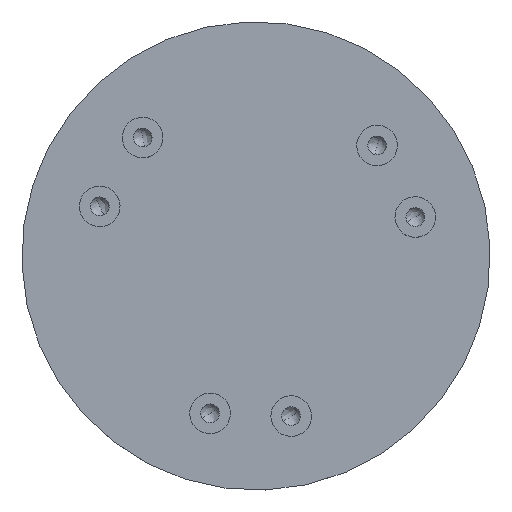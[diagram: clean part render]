
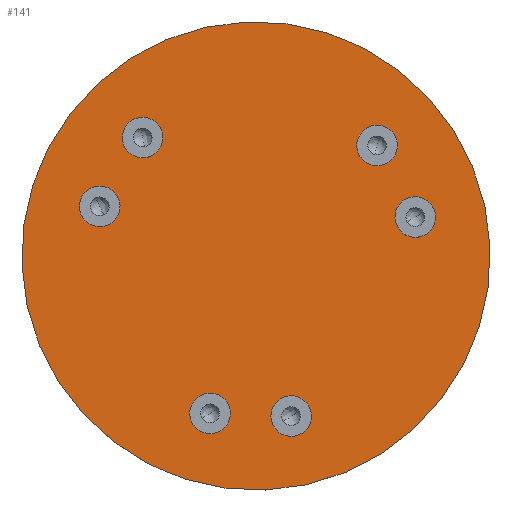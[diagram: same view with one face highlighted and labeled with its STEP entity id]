
A CAD part, top view. The second image highlights one B-rep face of the part: STEP entity #141.
In plain terms, the highlighted planar face has unit normal (0, 0, 1).
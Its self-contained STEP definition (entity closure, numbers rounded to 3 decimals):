
#8 = AXIS2_PLACEMENT_3D ( 'NONE', #1867, #928, #1113 ) ;
#40 = DIRECTION ( 'NONE',  ( 0., 0., -1. ) ) ;
#47 = CARTESIAN_POINT ( 'NONE',  ( -169.756, -581.961, 4.486 ) ) ;
#53 = DIRECTION ( 'NONE',  ( 0., 0., -1. ) ) ;
#70 = AXIS2_PLACEMENT_3D ( 'NONE', #399, #979, #1577 ) ;
#102 = EDGE_LOOP ( 'NONE', ( #267, #986 ) ) ;
#106 = AXIS2_PLACEMENT_3D ( 'NONE', #1154, #272, #1929 ) ;
#119 = CIRCLE ( 'NONE', #1205, 75. ) ;
#141 = ADVANCED_FACE ( 'NONE', ( #760, #586, #900, #1493, #443, #1352, #628 ), #774, .T. ) ;
#143 = DIRECTION ( 'NONE',  ( -0.215, 0.977, 0. ) ) ;
#155 = CARTESIAN_POINT ( 'NONE',  ( 0., 0.004, 4.486 ) ) ;
#163 = EDGE_CURVE ( 'NONE', #328, #806, #180, .T. ) ;
#180 = CIRCLE ( 'NONE', #1504, 75. ) ;
#202 = DIRECTION ( 'NONE',  ( -0.215, 0.977, 0. ) ) ;
#216 = CARTESIAN_POINT ( 'NONE',  ( 146.165, -665.348, 4.486 ) ) ;
#241 = ORIENTED_EDGE ( 'NONE', *, *, #1064, .T. ) ;
#249 = DIRECTION ( 'NONE',  ( -0.215, 0.977, 0. ) ) ;
#261 = EDGE_CURVE ( 'NONE', #1440, #414, #119, .T. ) ;
#267 = ORIENTED_EDGE ( 'NONE', *, *, #1209, .T. ) ;
#272 = DIRECTION ( 'NONE',  ( 0., 0., -1. ) ) ;
#277 = VERTEX_POINT ( 'NONE', #1232 ) ;
#304 = ORIENTED_EDGE ( 'NONE', *, *, #1476, .F. ) ;
#313 = EDGE_LOOP ( 'NONE', ( #1934, #803 ) ) ;
#317 = VERTEX_POINT ( 'NONE', #1849 ) ;
#326 = CARTESIAN_POINT ( 'NONE',  ( -577.809, 183.407, 4.486 ) ) ;
#328 = VERTEX_POINT ( 'NONE', #964 ) ;
#330 = CARTESIAN_POINT ( 'NONE',  ( 431.644, 481.953, 4.486 ) ) ;
#337 = DIRECTION ( 'NONE',  ( -0.215, 0.977, 0. ) ) ;
#357 = ORIENTED_EDGE ( 'NONE', *, *, #639, .T. ) ;
#373 = CARTESIAN_POINT ( 'NONE',  ( 130.073, -592.095, 4.486 ) ) ;
#380 = AXIS2_PLACEMENT_3D ( 'NONE', #1390, #53, #1840 ) ;
#385 = CARTESIAN_POINT ( 'NONE',  ( 113.981, -518.842, 4.486 ) ) ;
#399 = CARTESIAN_POINT ( 'NONE',  ( 588.874, 143.973, 4.486 ) ) ;
#400 = DIRECTION ( 'NONE',  ( 0., 0., -1. ) ) ;
#414 = VERTEX_POINT ( 'NONE', #1065 ) ;
#415 = CARTESIAN_POINT ( 'NONE',  ( 604.967, 70.72, 4.486 ) ) ;
#422 = AXIS2_PLACEMENT_3D ( 'NONE', #1887, #1135, #249 ) ;
#428 = VERTEX_POINT ( 'NONE', #330 ) ;
#443 = FACE_BOUND ( 'NONE', #1324, .T. ) ;
#479 = CARTESIAN_POINT ( 'NONE',  ( -419.118, 437.999, 4.486 ) ) ;
#494 = CARTESIAN_POINT ( 'NONE',  ( -419.118, 437.999, 4.486 ) ) ;
#499 = EDGE_CURVE ( 'NONE', #428, #277, #1744, .T. ) ;
#538 = VERTEX_POINT ( 'NONE', #935 ) ;
#559 = CARTESIAN_POINT ( 'NONE',  ( 588.874, 143.973, 4.486 ) ) ;
#568 = AXIS2_PLACEMENT_3D ( 'NONE', #559, #1148, #1292 ) ;
#582 = DIRECTION ( 'NONE',  ( 0., 0., -1. ) ) ;
#586 = FACE_BOUND ( 'NONE', #313, .T. ) ;
#587 = EDGE_LOOP ( 'NONE', ( #995, #304 ) ) ;
#628 = FACE_BOUND ( 'NONE', #102, .T. ) ;
#639 = EDGE_CURVE ( 'NONE', #414, #1440, #731, .T. ) ;
#644 = DIRECTION ( 'NONE',  ( 0.977, 0.215, 0. ) ) ;
#660 = AXIS2_PLACEMENT_3D ( 'NONE', #876, #582, #143 ) ;
#665 = EDGE_CURVE ( 'NONE', #806, #328, #1291, .T. ) ;
#723 = EDGE_CURVE ( 'NONE', #1333, #1914, #1850, .T. ) ;
#730 = AXIS2_PLACEMENT_3D ( 'NONE', #47, #1833, #644 ) ;
#731 = CIRCLE ( 'NONE', #1031, 75. ) ;
#759 = EDGE_CURVE ( 'NONE', #1914, #1333, #1466, .T. ) ;
#760 = FACE_OUTER_BOUND ( 'NONE', #587, .T. ) ;
#766 = DIRECTION ( 'NONE',  ( -0.215, 0.977, 0. ) ) ;
#769 = CARTESIAN_POINT ( 'NONE',  ( -435.211, 511.252, 4.486 ) ) ;
#774 = PLANE ( 'NONE',  #1924 ) ;
#789 = AXIS2_PLACEMENT_3D ( 'NONE', #155, #1186, #1341 ) ;
#803 = ORIENTED_EDGE ( 'NONE', *, *, #723, .T. ) ;
#806 = VERTEX_POINT ( 'NONE', #981 ) ;
#829 = EDGE_LOOP ( 'NONE', ( #1733, #1777 ) ) ;
#833 = CARTESIAN_POINT ( 'NONE',  ( 185.819, -845.852, 4.486 ) ) ;
#868 = CARTESIAN_POINT ( 'NONE',  ( -185.819, 845.859, 4.486 ) ) ;
#876 = CARTESIAN_POINT ( 'NONE',  ( 447.736, 408.7, 4.486 ) ) ;
#878 = CIRCLE ( 'NONE', #789, 866.025 ) ;
#900 = FACE_BOUND ( 'NONE', #829, .T. ) ;
#904 = CIRCLE ( 'NONE', #70, 75. ) ;
#913 = DIRECTION ( 'NONE',  ( 0., 0., -1. ) ) ;
#928 = DIRECTION ( 'NONE',  ( 0., 0., -1. ) ) ;
#935 = CARTESIAN_POINT ( 'NONE',  ( -243.009, -598.053, 4.486 ) ) ;
#941 = EDGE_CURVE ( 'NONE', #1229, #1300, #1524, .T. ) ;
#951 = DIRECTION ( 'NONE',  ( -0.215, 0.977, 0. ) ) ;
#964 = CARTESIAN_POINT ( 'NONE',  ( -593.901, 256.66, 4.486 ) ) ;
#977 = EDGE_LOOP ( 'NONE', ( #1687, #241 ) ) ;
#979 = DIRECTION ( 'NONE',  ( 0., 0., -1. ) ) ;
#981 = CARTESIAN_POINT ( 'NONE',  ( -561.717, 110.153, 4.486 ) ) ;
#986 = ORIENTED_EDGE ( 'NONE', *, *, #1249, .T. ) ;
#995 = ORIENTED_EDGE ( 'NONE', *, *, #941, .F. ) ;
#1008 = EDGE_LOOP ( 'NONE', ( #1128, #1533 ) ) ;
#1027 = AXIS2_PLACEMENT_3D ( 'NONE', #373, #400, #951 ) ;
#1031 = AXIS2_PLACEMENT_3D ( 'NONE', #494, #913, #1203 ) ;
#1051 = CARTESIAN_POINT ( 'NONE',  ( -577.809, 183.407, 4.486 ) ) ;
#1064 = EDGE_CURVE ( 'NONE', #277, #428, #1661, .T. ) ;
#1065 = CARTESIAN_POINT ( 'NONE',  ( -403.026, 364.746, 4.486 ) ) ;
#1113 = DIRECTION ( 'NONE',  ( 0.977, 0.215, 0. ) ) ;
#1128 = ORIENTED_EDGE ( 'NONE', *, *, #163, .T. ) ;
#1135 = DIRECTION ( 'NONE',  ( 0., 0., -1. ) ) ;
#1148 = DIRECTION ( 'NONE',  ( 0., 0., -1. ) ) ;
#1154 = CARTESIAN_POINT ( 'NONE',  ( 0., 0.004, 4.486 ) ) ;
#1185 = CIRCLE ( 'NONE', #568, 75. ) ;
#1186 = DIRECTION ( 'NONE',  ( 0., 0., -1. ) ) ;
#1203 = DIRECTION ( 'NONE',  ( -0.215, 0.977, 0. ) ) ;
#1204 = CARTESIAN_POINT ( 'NONE',  ( 0., 0.004, 4.486 ) ) ;
#1205 = AXIS2_PLACEMENT_3D ( 'NONE', #479, #40, #1814 ) ;
#1209 = EDGE_CURVE ( 'NONE', #1593, #1210, #1185, .T. ) ;
#1210 = VERTEX_POINT ( 'NONE', #415 ) ;
#1229 = VERTEX_POINT ( 'NONE', #868 ) ;
#1232 = CARTESIAN_POINT ( 'NONE',  ( 463.828, 335.446, 4.486 ) ) ;
#1249 = EDGE_CURVE ( 'NONE', #1210, #1593, #904, .T. ) ;
#1291 = CIRCLE ( 'NONE', #1528, 75. ) ;
#1292 = DIRECTION ( 'NONE',  ( -0.215, 0.977, 0. ) ) ;
#1300 = VERTEX_POINT ( 'NONE', #833 ) ;
#1324 = EDGE_LOOP ( 'NONE', ( #1721, #357 ) ) ;
#1333 = VERTEX_POINT ( 'NONE', #216 ) ;
#1341 = DIRECTION ( 'NONE',  ( -0.215, 0.977, 0. ) ) ;
#1350 = EDGE_CURVE ( 'NONE', #317, #538, #1695, .T. ) ;
#1352 = FACE_BOUND ( 'NONE', #977, .T. ) ;
#1373 = EDGE_CURVE ( 'NONE', #538, #317, #1562, .T. ) ;
#1390 = CARTESIAN_POINT ( 'NONE',  ( 447.736, 408.7, 4.486 ) ) ;
#1440 = VERTEX_POINT ( 'NONE', #769 ) ;
#1466 = CIRCLE ( 'NONE', #1027, 75. ) ;
#1476 = EDGE_CURVE ( 'NONE', #1300, #1229, #878, .T. ) ;
#1493 = FACE_BOUND ( 'NONE', #1008, .T. ) ;
#1504 = AXIS2_PLACEMENT_3D ( 'NONE', #1051, #1665, #766 ) ;
#1515 = DIRECTION ( 'NONE',  ( 0., 0., 1. ) ) ;
#1524 = CIRCLE ( 'NONE', #106, 866.025 ) ;
#1528 = AXIS2_PLACEMENT_3D ( 'NONE', #326, #1834, #337 ) ;
#1533 = ORIENTED_EDGE ( 'NONE', *, *, #665, .T. ) ;
#1562 = CIRCLE ( 'NONE', #730, 75. ) ;
#1577 = DIRECTION ( 'NONE',  ( -0.215, 0.977, 0. ) ) ;
#1593 = VERTEX_POINT ( 'NONE', #1888 ) ;
#1661 = CIRCLE ( 'NONE', #660, 75. ) ;
#1665 = DIRECTION ( 'NONE',  ( 0., 0., -1. ) ) ;
#1687 = ORIENTED_EDGE ( 'NONE', *, *, #499, .T. ) ;
#1695 = CIRCLE ( 'NONE', #8, 75. ) ;
#1721 = ORIENTED_EDGE ( 'NONE', *, *, #261, .T. ) ;
#1733 = ORIENTED_EDGE ( 'NONE', *, *, #1350, .T. ) ;
#1744 = CIRCLE ( 'NONE', #380, 75. ) ;
#1777 = ORIENTED_EDGE ( 'NONE', *, *, #1373, .T. ) ;
#1814 = DIRECTION ( 'NONE',  ( -0.215, 0.977, 0. ) ) ;
#1833 = DIRECTION ( 'NONE',  ( 0., 0., -1. ) ) ;
#1834 = DIRECTION ( 'NONE',  ( 0., 0., -1. ) ) ;
#1840 = DIRECTION ( 'NONE',  ( -0.215, 0.977, 0. ) ) ;
#1849 = CARTESIAN_POINT ( 'NONE',  ( -96.503, -565.869, 4.486 ) ) ;
#1850 = CIRCLE ( 'NONE', #422, 75. ) ;
#1867 = CARTESIAN_POINT ( 'NONE',  ( -169.756, -581.961, 4.486 ) ) ;
#1887 = CARTESIAN_POINT ( 'NONE',  ( 130.073, -592.095, 4.486 ) ) ;
#1888 = CARTESIAN_POINT ( 'NONE',  ( 572.782, 217.227, 4.486 ) ) ;
#1914 = VERTEX_POINT ( 'NONE', #385 ) ;
#1924 = AXIS2_PLACEMENT_3D ( 'NONE', #1204, #1515, #202 ) ;
#1929 = DIRECTION ( 'NONE',  ( -0.215, 0.977, 0. ) ) ;
#1934 = ORIENTED_EDGE ( 'NONE', *, *, #759, .T. ) ;
